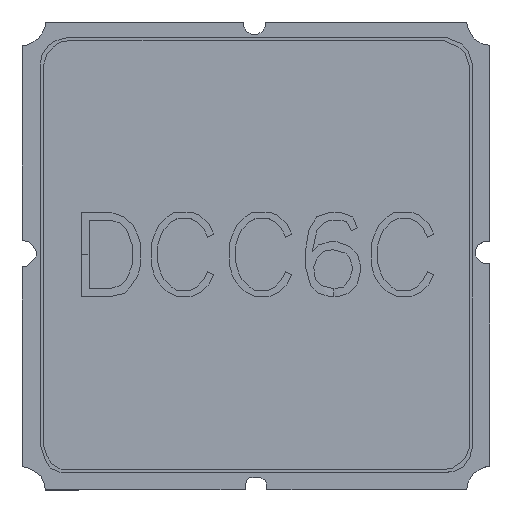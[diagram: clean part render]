
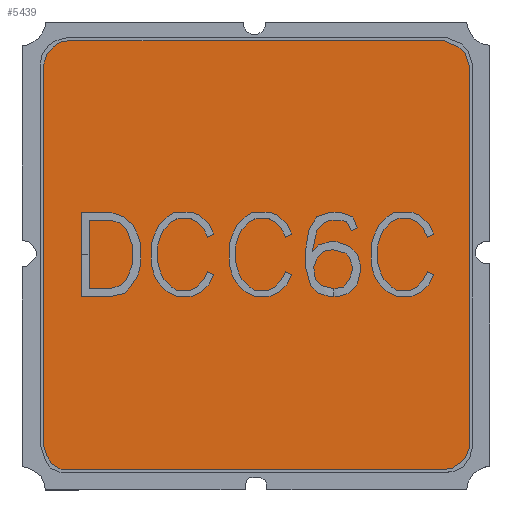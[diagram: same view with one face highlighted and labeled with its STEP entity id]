
A CAD part, top view. The second image highlights one B-rep face of the part: STEP entity #5439.
In plain terms, the highlighted planar face has unit normal (0, 0, 1).
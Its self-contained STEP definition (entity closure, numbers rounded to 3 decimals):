
#88 = VECTOR ( 'NONE', #11969, 1000. ) ;
#98 = ORIENTED_EDGE ( 'NONE', *, *, #7403, .F. ) ;
#333 = VERTEX_POINT ( 'NONE', #8035 ) ;
#444 = CARTESIAN_POINT ( 'NONE',  ( 1.365, -1.225, 0.06 ) ) ;
#544 = CARTESIAN_POINT ( 'NONE',  ( -1.345, -1.285, 0.06 ) ) ;
#548 = DIRECTION ( 'NONE',  ( 1., 0., 0. ) ) ;
#567 = VERTEX_POINT ( 'NONE', #9873 ) ;
#590 = EDGE_CURVE ( 'NONE', #10071, #1103, #1313, .T. ) ;
#599 = CARTESIAN_POINT ( 'NONE',  ( 1.345, -1.285, 0.06 ) ) ;
#612 = VERTEX_POINT ( 'NONE', #5242 ) ;
#670 = CARTESIAN_POINT ( 'NONE',  ( 1.255, -1.365, 0.06 ) ) ;
#833 = CARTESIAN_POINT ( 'NONE',  ( -1.315, -1.335, 0.06 ) ) ;
#842 = LINE ( 'NONE', #8621, #1638 ) ;
#931 = VECTOR ( 'NONE', #7950, 1000. ) ;
#1034 = CARTESIAN_POINT ( 'NONE',  ( 1.365, 1.205, 0.06 ) ) ;
#1103 = VERTEX_POINT ( 'NONE', #544 ) ;
#1117 = VERTEX_POINT ( 'NONE', #9269 ) ;
#1209 = EDGE_CURVE ( 'NONE', #7693, #7043, #11135, .T. ) ;
#1275 = ORIENTED_EDGE ( 'NONE', *, *, #1544, .T. ) ;
#1281 = VECTOR ( 'NONE', #7543, 1000. ) ;
#1311 = LINE ( 'NONE', #9870, #10259 ) ;
#1313 = LINE ( 'NONE', #5181, #12281 ) ;
#1325 = VERTEX_POINT ( 'NONE', #5897 ) ;
#1359 = LINE ( 'NONE', #8301, #11514 ) ;
#1389 = CARTESIAN_POINT ( 'NONE',  ( 1.335, 1.295, 0.06 ) ) ;
#1395 = EDGE_CURVE ( 'NONE', #1103, #3934, #1311, .T. ) ;
#1544 = EDGE_CURVE ( 'NONE', #11292, #9998, #3592, .T. ) ;
#1573 = VERTEX_POINT ( 'NONE', #8183 ) ;
#1597 = EDGE_CURVE ( 'NONE', #1325, #1117, #11652, .T. ) ;
#1636 = CARTESIAN_POINT ( 'NONE',  ( 1.345, -1.285, 0.06 ) ) ;
#1638 = VECTOR ( 'NONE', #9520, 1000. ) ;
#1659 = VECTOR ( 'NONE', #2333, 1000. ) ;
#1729 = EDGE_LOOP ( 'NONE', ( #7847, #3615, #4873, #10396, #5881, #5757, #7431, #4676, #11087, #6405, #3199, #4194, #98, #12242, #5895, #4469, #1275, #10093 ) ) ;
#1742 = LINE ( 'NONE', #5558, #3957 ) ;
#1912 = VECTOR ( 'NONE', #4692, 1000. ) ;
#2082 = DIRECTION ( 'NONE',  ( 0., -1., 0. ) ) ;
#2114 = VECTOR ( 'NONE', #3236, 1000. ) ;
#2143 = DIRECTION ( 'NONE',  ( 0.747, -0.664, 0. ) ) ;
#2166 = LINE ( 'NONE', #6008, #88 ) ;
#2249 = VECTOR ( 'NONE', #9559, 1000. ) ;
#2333 = DIRECTION ( 'NONE',  ( 0.905, -0.426, 0. ) ) ;
#2401 = EDGE_CURVE ( 'NONE', #2587, #10071, #11747, .T. ) ;
#2405 = LINE ( 'NONE', #10355, #4481 ) ;
#2426 = CARTESIAN_POINT ( 'NONE',  ( -1.205, 1.375, 0.06 ) ) ;
#2542 = CARTESIAN_POINT ( 'NONE',  ( 1.315, -1.325, 0.06 ) ) ;
#2587 = VERTEX_POINT ( 'NONE', #3842 ) ;
#3129 = EDGE_CURVE ( 'NONE', #3934, #612, #9435, .T. ) ;
#3149 = CARTESIAN_POINT ( 'NONE',  ( -1.205, 1.375, 0.06 ) ) ;
#3177 = CARTESIAN_POINT ( 'NONE',  ( -1.205, 1.375, 0.06 ) ) ;
#3199 = ORIENTED_EDGE ( 'NONE', *, *, #3746, .F. ) ;
#3236 = DIRECTION ( 'NONE',  ( -0.316, -0.949, 0. ) ) ;
#3313 = CARTESIAN_POINT ( 'NONE',  ( 1.365, -1.225, 0.06 ) ) ;
#3392 = CARTESIAN_POINT ( 'NONE',  ( -1.365, 1.225, 0.06 ) ) ;
#3592 = LINE ( 'NONE', #2426, #4516 ) ;
#3615 = ORIENTED_EDGE ( 'NONE', *, *, #9389, .T. ) ;
#3691 = DIRECTION ( 'NONE',  ( 0., 0., 1. ) ) ;
#3736 = EDGE_CURVE ( 'NONE', #11292, #8852, #4055, .T. ) ;
#3746 = EDGE_CURVE ( 'NONE', #6979, #7693, #8023, .T. ) ;
#3818 = FACE_OUTER_BOUND ( 'NONE', #1729, .T. ) ;
#3842 = CARTESIAN_POINT ( 'NONE',  ( -1.255, -1.375, 0.06 ) ) ;
#3934 = VERTEX_POINT ( 'NONE', #6351 ) ;
#3957 = VECTOR ( 'NONE', #10370, 1000. ) ;
#4055 = LINE ( 'NONE', #3177, #931 ) ;
#4131 = VECTOR ( 'NONE', #2143, 1000. ) ;
#4194 = ORIENTED_EDGE ( 'NONE', *, *, #10287, .F. ) ;
#4244 = DIRECTION ( 'NONE',  ( -0.832, -0.555, 0. ) ) ;
#4469 = ORIENTED_EDGE ( 'NONE', *, *, #3736, .F. ) ;
#4481 = VECTOR ( 'NONE', #4244, 1000. ) ;
#4516 = VECTOR ( 'NONE', #11084, 1000. ) ;
#4676 = ORIENTED_EDGE ( 'NONE', *, *, #6263, .F. ) ;
#4692 = DIRECTION ( 'NONE',  ( 0., 1., 0. ) ) ;
#4701 = CARTESIAN_POINT ( 'NONE',  ( -1.265, 1.365, 0.06 ) ) ;
#4745 = EDGE_CURVE ( 'NONE', #333, #2587, #1742, .T. ) ;
#4873 = ORIENTED_EDGE ( 'NONE', *, *, #3129, .F. ) ;
#5181 = CARTESIAN_POINT ( 'NONE',  ( -1.315, -1.335, 0.06 ) ) ;
#5242 = CARTESIAN_POINT ( 'NONE',  ( -1.365, 1.225, 0.06 ) ) ;
#5260 = LINE ( 'NONE', #1389, #6943 ) ;
#5439 = ADVANCED_FACE ( 'NONE', ( #3818 ), #5605, .T. ) ;
#5545 = VECTOR ( 'NONE', #2082, 1000. ) ;
#5558 = CARTESIAN_POINT ( 'NONE',  ( 1.195, -1.375, 0.06 ) ) ;
#5605 = PLANE ( 'NONE',  #7242 ) ;
#5757 = ORIENTED_EDGE ( 'NONE', *, *, #2401, .F. ) ;
#5881 = ORIENTED_EDGE ( 'NONE', *, *, #590, .F. ) ;
#5895 = ORIENTED_EDGE ( 'NONE', *, *, #7402, .F. ) ;
#5897 = CARTESIAN_POINT ( 'NONE',  ( -1.305, 1.335, 0.06 ) ) ;
#5900 = VERTEX_POINT ( 'NONE', #670 ) ;
#6008 = CARTESIAN_POINT ( 'NONE',  ( -1.345, 1.285, 0.06 ) ) ;
#6248 = DIRECTION ( 'NONE',  ( -0.8, -0.6, 0. ) ) ;
#6263 = EDGE_CURVE ( 'NONE', #5900, #333, #842, .T. ) ;
#6351 = CARTESIAN_POINT ( 'NONE',  ( -1.365, -1.225, 0.06 ) ) ;
#6405 = ORIENTED_EDGE ( 'NONE', *, *, #1209, .F. ) ;
#6543 = CARTESIAN_POINT ( 'NONE',  ( -1.365, -1.225, 0.06 ) ) ;
#6799 = CARTESIAN_POINT ( 'NONE',  ( 1.29, 1.335, 0.06 ) ) ;
#6943 = VECTOR ( 'NONE', #9304, 1000. ) ;
#6946 = EDGE_CURVE ( 'NONE', #7043, #5900, #2405, .T. ) ;
#6979 = VERTEX_POINT ( 'NONE', #3313 ) ;
#7043 = VERTEX_POINT ( 'NONE', #2542 ) ;
#7242 = AXIS2_PLACEMENT_3D ( 'NONE', #3392, #3691, #548 ) ;
#7402 = EDGE_CURVE ( 'NONE', #8852, #7704, #8084, .T. ) ;
#7403 = EDGE_CURVE ( 'NONE', #1573, #567, #5260, .T. ) ;
#7431 = ORIENTED_EDGE ( 'NONE', *, *, #4745, .F. ) ;
#7543 = DIRECTION ( 'NONE',  ( -0.625, -0.781, 0. ) ) ;
#7693 = VERTEX_POINT ( 'NONE', #1636 ) ;
#7704 = VERTEX_POINT ( 'NONE', #6799 ) ;
#7847 = ORIENTED_EDGE ( 'NONE', *, *, #1597, .T. ) ;
#7950 = DIRECTION ( 'NONE',  ( 1., 0., 0. ) ) ;
#8023 = LINE ( 'NONE', #444, #2114 ) ;
#8035 = CARTESIAN_POINT ( 'NONE',  ( 1.195, -1.375, 0.06 ) ) ;
#8084 = LINE ( 'NONE', #11110, #1659 ) ;
#8183 = CARTESIAN_POINT ( 'NONE',  ( 1.335, 1.295, 0.06 ) ) ;
#8301 = CARTESIAN_POINT ( 'NONE',  ( -1.265, 1.365, 0.06 ) ) ;
#8621 = CARTESIAN_POINT ( 'NONE',  ( 1.255, -1.365, 0.06 ) ) ;
#8852 = VERTEX_POINT ( 'NONE', #10849 ) ;
#9085 = DIRECTION ( 'NONE',  ( -0.316, 0.949, 0. ) ) ;
#9269 = CARTESIAN_POINT ( 'NONE',  ( -1.345, 1.285, 0.06 ) ) ;
#9304 = DIRECTION ( 'NONE',  ( 0.316, -0.949, 0. ) ) ;
#9389 = EDGE_CURVE ( 'NONE', #1117, #612, #2166, .T. ) ;
#9435 = LINE ( 'NONE', #6543, #1912 ) ;
#9520 = DIRECTION ( 'NONE',  ( -0.986, -0.164, 0. ) ) ;
#9541 = EDGE_CURVE ( 'NONE', #9998, #1325, #1359, .T. ) ;
#9559 = DIRECTION ( 'NONE',  ( -0.832, 0.555, 0. ) ) ;
#9823 = LINE ( 'NONE', #10918, #4131 ) ;
#9870 = CARTESIAN_POINT ( 'NONE',  ( -1.345, -1.285, 0.06 ) ) ;
#9873 = CARTESIAN_POINT ( 'NONE',  ( 1.365, 1.205, 0.06 ) ) ;
#9998 = VERTEX_POINT ( 'NONE', #4701 ) ;
#10033 = VECTOR ( 'NONE', #12288, 1000. ) ;
#10071 = VERTEX_POINT ( 'NONE', #833 ) ;
#10093 = ORIENTED_EDGE ( 'NONE', *, *, #9541, .T. ) ;
#10183 = EDGE_CURVE ( 'NONE', #7704, #1573, #9823, .T. ) ;
#10259 = VECTOR ( 'NONE', #9085, 1000. ) ;
#10287 = EDGE_CURVE ( 'NONE', #567, #6979, #10852, .T. ) ;
#10355 = CARTESIAN_POINT ( 'NONE',  ( 1.315, -1.325, 0.06 ) ) ;
#10370 = DIRECTION ( 'NONE',  ( -1., 0., 0. ) ) ;
#10396 = ORIENTED_EDGE ( 'NONE', *, *, #1395, .F. ) ;
#10849 = CARTESIAN_POINT ( 'NONE',  ( 1.205, 1.375, 0.06 ) ) ;
#10852 = LINE ( 'NONE', #1034, #5545 ) ;
#10899 = DIRECTION ( 'NONE',  ( -0.514, 0.857, 0. ) ) ;
#10918 = CARTESIAN_POINT ( 'NONE',  ( 1.29, 1.335, 0.06 ) ) ;
#11084 = DIRECTION ( 'NONE',  ( -0.986, -0.164, 0. ) ) ;
#11087 = ORIENTED_EDGE ( 'NONE', *, *, #6946, .F. ) ;
#11110 = CARTESIAN_POINT ( 'NONE',  ( 1.205, 1.375, 0.06 ) ) ;
#11135 = LINE ( 'NONE', #599, #10033 ) ;
#11292 = VERTEX_POINT ( 'NONE', #3149 ) ;
#11514 = VECTOR ( 'NONE', #6248, 1000. ) ;
#11590 = CARTESIAN_POINT ( 'NONE',  ( -1.305, 1.335, 0.06 ) ) ;
#11614 = CARTESIAN_POINT ( 'NONE',  ( -1.255, -1.375, 0.06 ) ) ;
#11652 = LINE ( 'NONE', #11590, #1281 ) ;
#11747 = LINE ( 'NONE', #11614, #2249 ) ;
#11969 = DIRECTION ( 'NONE',  ( -0.316, -0.949, 0. ) ) ;
#12242 = ORIENTED_EDGE ( 'NONE', *, *, #10183, .F. ) ;
#12281 = VECTOR ( 'NONE', #10899, 1000. ) ;
#12288 = DIRECTION ( 'NONE',  ( -0.6, -0.8, 0. ) ) ;
